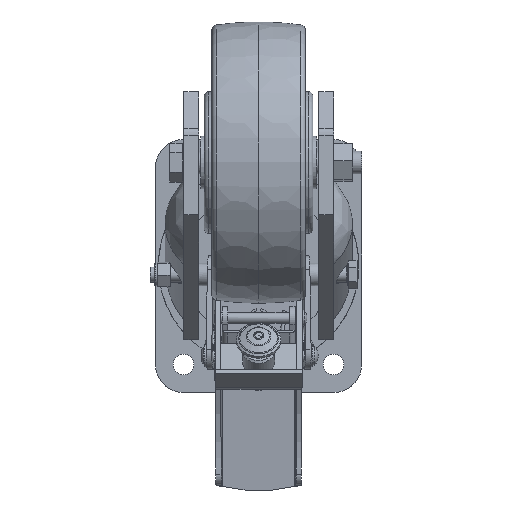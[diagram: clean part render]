
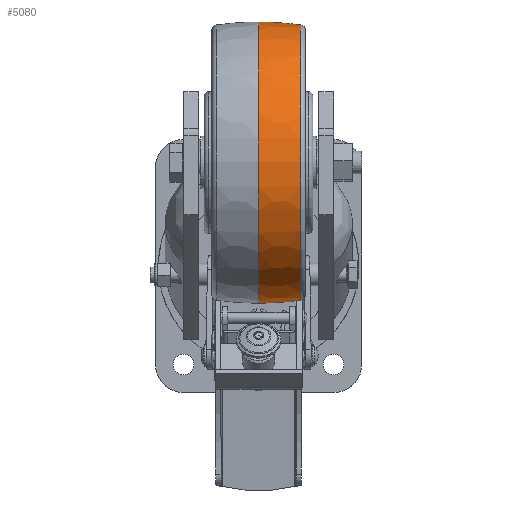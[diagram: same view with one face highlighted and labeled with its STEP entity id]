
A CAD part, top view. The second image highlights one B-rep face of the part: STEP entity #5080.
In plain terms, the highlighted free-form (B-spline) face has degree [3, 3] with [4, 7] control points.
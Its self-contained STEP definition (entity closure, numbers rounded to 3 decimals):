
#327=(
BOUNDED_SURFACE()
B_SPLINE_SURFACE(3,3,((#33276,#33277,#33278,#33279,#33280,#33281,#33282),
(#33283,#33284,#33285,#33286,#33287,#33288,#33289),(#33290,#33291,#33292,
#33293,#33294,#33295,#33296),(#33297,#33298,#33299,#33300,#33301,#33302,
#33303)),.UNSPECIFIED.,.F.,.T.,.F.)
B_SPLINE_SURFACE_WITH_KNOTS((4,4),(1,3,3,3,1),(0.,1.),(-0.5,0.,0.5,1.,1.5),
.UNSPECIFIED.)
GEOMETRIC_REPRESENTATION_ITEM()
RATIONAL_B_SPLINE_SURFACE(((1.,0.333,0.333,1.,0.333,
0.333,1.),(0.998,0.333,0.333,
0.998,0.333,0.333,0.998),
(0.998,0.333,0.333,0.998,
0.333,0.333,0.998),(1.,0.333,
0.333,1.,0.333,0.333,1.)))
REPRESENTATION_ITEM('')
SURFACE()
);
#5080=ADVANCED_FACE('',(#7095,#7096),#327,.T.);
#7095=FACE_BOUND('',#8336,.T.);
#7096=FACE_BOUND('',#8337,.T.);
#8336=EDGE_LOOP('',(#12888));
#8337=EDGE_LOOP('',(#12889));
#12888=ORIENTED_EDGE('',*,*,#17584,.T.);
#12889=ORIENTED_EDGE('',*,*,#17585,.F.);
#15164=VERTEX_POINT('',#33273);
#15165=VERTEX_POINT('',#33275);
#17584=EDGE_CURVE('',#15164,#15164,#18262,.T.);
#17585=EDGE_CURVE('',#15165,#15165,#18263,.T.);
#18262=CIRCLE('',#19432,73.4);
#18263=CIRCLE('',#19433,75.);
#19432=AXIS2_PLACEMENT_3D('',#33272,#22955,#22956);
#19433=AXIS2_PLACEMENT_3D('',#33274,#22957,#22958);
#22955=DIRECTION('',(-1.,0.,0.));
#22956=DIRECTION('',(0.,0.,1.));
#22957=DIRECTION('',(-1.,0.,0.));
#22958=DIRECTION('',(0.,0.,1.));
#33272=CARTESIAN_POINT('',(22.437,0.,0.));
#33273=CARTESIAN_POINT('',(22.437,0.,73.4));
#33274=CARTESIAN_POINT('',(0.,0.,0.));
#33275=CARTESIAN_POINT('',(0.,0.,75.));
#33276=CARTESIAN_POINT('',(0.,0.,75.));
#33277=CARTESIAN_POINT('',(0.,150.,75.));
#33278=CARTESIAN_POINT('',(0.,150.,-75.));
#33279=CARTESIAN_POINT('',(0.,0.,-75.));
#33280=CARTESIAN_POINT('',(0.,-150.,-75.));
#33281=CARTESIAN_POINT('',(0.,-150.,75.));
#33282=CARTESIAN_POINT('',(0.,0.,75.));
#33283=CARTESIAN_POINT('',(7.512,0.,75.029));
#33284=CARTESIAN_POINT('',(7.512,150.058,75.029));
#33285=CARTESIAN_POINT('',(7.512,150.058,-75.029));
#33286=CARTESIAN_POINT('',(7.512,0.,-75.029));
#33287=CARTESIAN_POINT('',(7.512,-150.058,-75.029));
#33288=CARTESIAN_POINT('',(7.512,-150.058,75.029));
#33289=CARTESIAN_POINT('',(7.512,0.,75.029));
#33290=CARTESIAN_POINT('',(15.005,0.,74.495));
#33291=CARTESIAN_POINT('',(15.005,148.99,74.495));
#33292=CARTESIAN_POINT('',(15.005,148.99,-74.495));
#33293=CARTESIAN_POINT('',(15.005,0.,-74.495));
#33294=CARTESIAN_POINT('',(15.005,-148.99,-74.495));
#33295=CARTESIAN_POINT('',(15.005,-148.99,74.495));
#33296=CARTESIAN_POINT('',(15.005,0.,74.495));
#33297=CARTESIAN_POINT('',(22.437,0.,73.4));
#33298=CARTESIAN_POINT('',(22.437,146.8,73.4));
#33299=CARTESIAN_POINT('',(22.437,146.8,-73.4));
#33300=CARTESIAN_POINT('',(22.437,0.,-73.4));
#33301=CARTESIAN_POINT('',(22.437,-146.8,-73.4));
#33302=CARTESIAN_POINT('',(22.437,-146.8,73.4));
#33303=CARTESIAN_POINT('',(22.437,0.,73.4));
